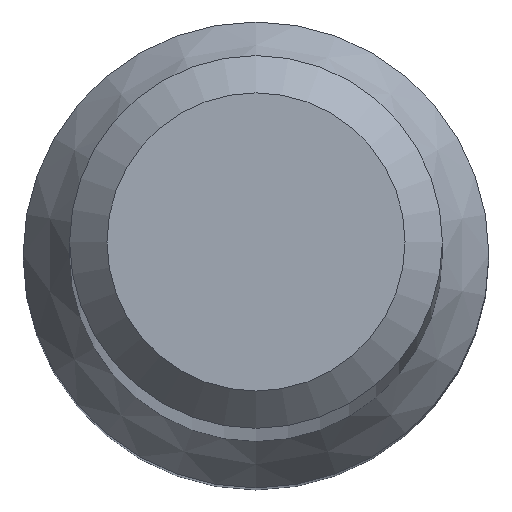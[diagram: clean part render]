
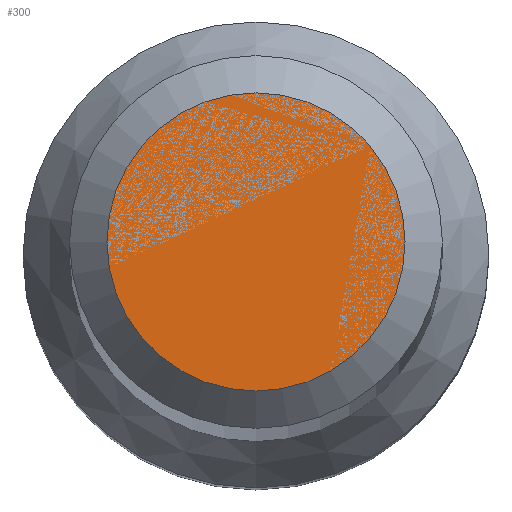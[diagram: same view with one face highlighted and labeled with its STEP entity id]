
A CAD part, top view. The second image highlights one B-rep face of the part: STEP entity #300.
In plain terms, the highlighted planar face has unit normal (0, 0, 1).
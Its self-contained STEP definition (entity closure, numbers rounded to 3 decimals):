
#10 = ORIENTED_EDGE ( 'NONE', *, *, #26, .F. ) ;
#26 = EDGE_CURVE ( 'NONE', #186, #186, #134, .T. ) ;
#29 = EDGE_LOOP ( 'NONE', ( #10 ) ) ;
#39 = DIRECTION ( 'NONE',  ( 0., 1., 0. ) ) ;
#93 = DIRECTION ( 'NONE',  ( 0., 1., 0. ) ) ;
#94 = DIRECTION ( 'NONE',  ( 0., 0., -1. ) ) ;
#128 = PLANE ( 'NONE',  #136 ) ;
#134 = CIRCLE ( 'NONE', #302, 1.2 ) ;
#136 = AXIS2_PLACEMENT_3D ( 'NONE', #189, #94, #39 ) ;
#166 = FACE_OUTER_BOUND ( 'NONE', #29, .T. ) ;
#183 = DIRECTION ( 'NONE',  ( 0., 0., -1. ) ) ;
#186 = VERTEX_POINT ( 'NONE', #233 ) ;
#189 = CARTESIAN_POINT ( 'NONE',  ( 0., 0., 70. ) ) ;
#233 = CARTESIAN_POINT ( 'NONE',  ( 0., 1.2, 70. ) ) ;
#244 = CARTESIAN_POINT ( 'NONE',  ( 0., 0., 70. ) ) ;
#300 = ADVANCED_FACE ( 'NONE', ( #166 ), #128, .F. ) ;
#302 = AXIS2_PLACEMENT_3D ( 'NONE', #244, #183, #93 ) ;
